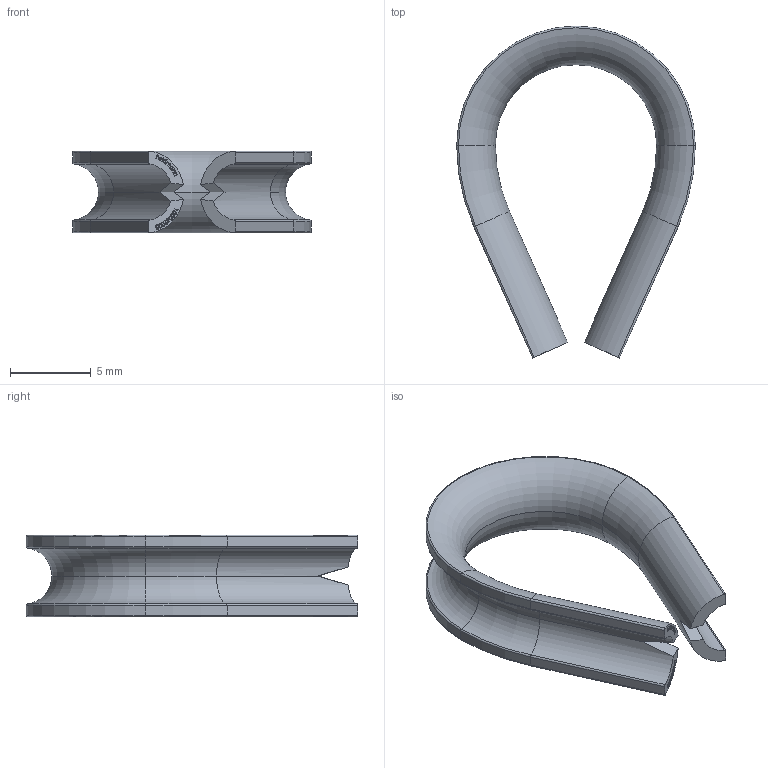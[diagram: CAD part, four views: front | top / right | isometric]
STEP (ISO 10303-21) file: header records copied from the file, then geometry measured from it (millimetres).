
FILE_DESCRIPTION (( 'STEP AP203' ), '1' );
FILE_NAME ('100052003.step', '2019-09-19T14:24:55', ( '' ), ( '' ), 'SwSTEP 2.0', 'SolidWorks 2015', '' );
FILE_SCHEMA (( 'CONFIG_CONTROL_DESIGN' ));
Length unit declared in the file: millimetre
Products named in the file (1): 100052003
Bounding box: 14.8 x 20.58 x 5.07 mm (x, y, z)
Volume: 237.1 mm3; surface area: 683 mm2
Topology: 1 solids, 1 shells, 277 faces, 710 edges, 460 vertices
Faces by surface type: bspline 121, plane 112, torus 24, cylinder 20
Entity records: 15777 total; most frequent: CARTESIAN_POINT 9777, ORIENTED_EDGE 1420, DIRECTION 852, EDGE_CURVE 710, VERTEX_POINT 460, VECTOR 382, LINE 382, EDGE_LOOP 302
